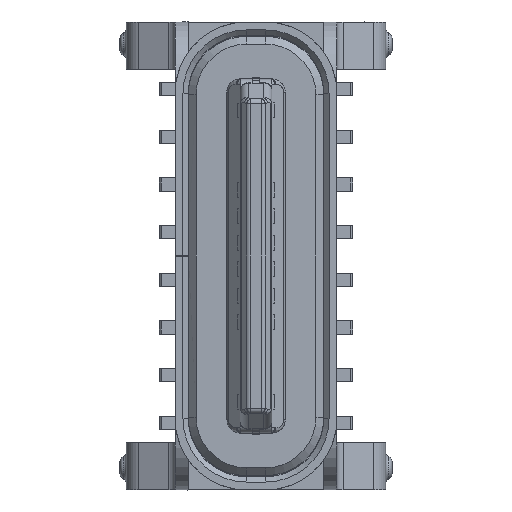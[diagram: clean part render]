
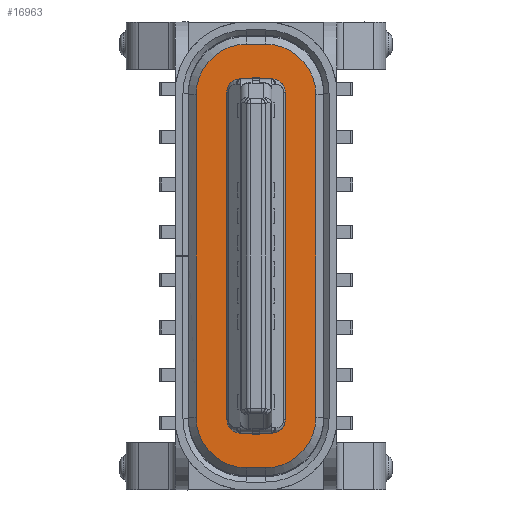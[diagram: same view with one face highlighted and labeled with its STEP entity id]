
A CAD part, front view. The second image highlights one B-rep face of the part: STEP entity #16963.
In plain terms, the highlighted planar face has unit normal (0, -1, 0).
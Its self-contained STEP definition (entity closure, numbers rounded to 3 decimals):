
#2676=DIRECTION('',(1.,0.,0.));
#2677=VECTOR('',#2676,0.36);
#2678=CARTESIAN_POINT('',(-0.18,-1.115,
-4.));
#2679=LINE('',#2678,#2677);
#2680=CARTESIAN_POINT('',(-0.18,-1.115,
-3.05));
#2681=DIRECTION('',(0.,-1.,0.));
#2682=DIRECTION('',(-1.,0.,0.));
#2683=AXIS2_PLACEMENT_3D('',#2680,#2681,#2682);
#2685=DIRECTION('',(0.,0.,-1.));
#2686=VECTOR('',#2685,6.1);
#2687=CARTESIAN_POINT('',(-1.13,-1.115,
3.05));
#2688=LINE('',#2687,#2686);
#2689=CARTESIAN_POINT('',(-0.18,-1.115,
3.05));
#2690=DIRECTION('',(0.,-1.,0.));
#2691=DIRECTION('',(0.,0.,1.));
#2692=AXIS2_PLACEMENT_3D('',#2689,#2690,#2691);
#2694=DIRECTION('',(-1.,0.,0.));
#2695=VECTOR('',#2694,0.36);
#2696=CARTESIAN_POINT('',(0.18,-1.115,
4.));
#2697=LINE('',#2696,#2695);
#2698=CARTESIAN_POINT('',(0.18,-1.115,
3.05));
#2699=DIRECTION('',(0.,-1.,0.));
#2700=DIRECTION('',(1.,0.,0.));
#2701=AXIS2_PLACEMENT_3D('',#2698,#2699,#2700);
#2703=DIRECTION('',(0.,0.,1.));
#2704=VECTOR('',#2703,6.1);
#2705=CARTESIAN_POINT('',(1.13,-1.115,
-3.05));
#2706=LINE('',#2705,#2704);
#2707=CARTESIAN_POINT('',(0.18,-1.115,
-3.05));
#2708=DIRECTION('',(0.,-1.,0.));
#2709=DIRECTION('',(0.,0.,-1.));
#2710=AXIS2_PLACEMENT_3D('',#2707,#2708,#2709);
#2712=DIRECTION('',(0.,0.,-1.));
#2713=VECTOR('',#2712,6.19);
#2714=CARTESIAN_POINT('',(-0.549,-1.115,
3.095));
#2715=LINE('',#2714,#2713);
#2716=DIRECTION('',(-1.,0.,0.));
#2717=VECTOR('',#2716,0.6);
#2718=CARTESIAN_POINT('',(0.301,-1.115,
-3.345));
#2719=LINE('',#2718,#2717);
#3003=DIRECTION('',(0.,0.,-1.));
#3004=VECTOR('',#3003,6.19);
#3005=CARTESIAN_POINT('',(0.551,-1.115,
3.095));
#3006=LINE('',#3005,#3004);
#3431=CARTESIAN_POINT('',(0.301,-1.115,
-3.095));
#3432=DIRECTION('',(0.,1.,0.));
#3433=DIRECTION('',(1.,0.,0.));
#3434=AXIS2_PLACEMENT_3D('',#3431,#3432,#3433);
#4014=CARTESIAN_POINT('',(-0.299,-1.115,
-3.095));
#4015=DIRECTION('',(0.,1.,0.));
#4016=DIRECTION('',(0.,0.,-1.));
#4017=AXIS2_PLACEMENT_3D('',#4014,#4015,#4016);
#4039=CARTESIAN_POINT('',(-0.299,-1.115,
3.095));
#4040=DIRECTION('',(0.,1.,0.));
#4041=DIRECTION('',(-1.,0.,0.));
#4042=AXIS2_PLACEMENT_3D('',#4039,#4040,#4041);
#4055=DIRECTION('',(-1.,0.,0.));
#4056=VECTOR('',#4055,0.6);
#4057=CARTESIAN_POINT('',(0.301,-1.115,
3.345));
#4058=LINE('',#4057,#4056);
#4078=CARTESIAN_POINT('',(0.301,-1.115,
3.095));
#4079=DIRECTION('',(0.,1.,0.));
#4080=DIRECTION('',(0.,0.,1.));
#4081=AXIS2_PLACEMENT_3D('',#4078,#4079,#4080);
#11992=CARTESIAN_POINT('',(-0.18,-1.115,
-4.));
#11993=CARTESIAN_POINT('',(0.18,-1.115,
-4.));
#11994=VERTEX_POINT('',#11992);
#11995=VERTEX_POINT('',#11993);
#12000=CARTESIAN_POINT('',(1.13,-1.115,-3.05));
#12001=VERTEX_POINT('',#12000);
#12002=CARTESIAN_POINT('',(1.13,-1.115,
3.05));
#12003=VERTEX_POINT('',#12002);
#12004=CARTESIAN_POINT('',(0.18,-1.115,
4.));
#12005=VERTEX_POINT('',#12004);
#12006=CARTESIAN_POINT('',(-0.18,-1.115,
4.));
#12007=VERTEX_POINT('',#12006);
#12012=CARTESIAN_POINT('',(-1.13,-1.115,3.05));
#12013=VERTEX_POINT('',#12012);
#12014=CARTESIAN_POINT('',(-1.13,-1.115,
-3.05));
#12015=VERTEX_POINT('',#12014);
#12016=CARTESIAN_POINT('',(-0.549,-1.115,
3.095));
#12017=CARTESIAN_POINT('',(-0.549,-1.115,
-3.095));
#12018=VERTEX_POINT('',#12016);
#12019=VERTEX_POINT('',#12017);
#12020=CARTESIAN_POINT('',(0.551,-1.115,
3.095));
#12021=CARTESIAN_POINT('',(0.551,-1.115,
-3.095));
#12022=VERTEX_POINT('',#12020);
#12023=VERTEX_POINT('',#12021);
#12024=CARTESIAN_POINT('',(0.301,-1.115,
-3.345));
#12025=CARTESIAN_POINT('',(-0.299,-1.115,
-3.345));
#12026=VERTEX_POINT('',#12024);
#12027=VERTEX_POINT('',#12025);
#12028=CARTESIAN_POINT('',(0.301,-1.115,
3.345));
#12029=CARTESIAN_POINT('',(-0.299,-1.115,
3.345));
#12030=VERTEX_POINT('',#12028);
#12031=VERTEX_POINT('',#12029);
#16924=CARTESIAN_POINT('',(-0.549,-1.115,
4.5));
#16925=DIRECTION('',(0.,-1.,0.));
#16926=DIRECTION('',(-1.,0.,0.));
#16927=AXIS2_PLACEMENT_3D('',#16924,#16925,#16926);
#16928=PLANE('',#16927);
#16929=ORIENTED_EDGE('',*,*,#16915,.F.);
#16931=ORIENTED_EDGE('',*,*,#16930,.F.);
#16933=ORIENTED_EDGE('',*,*,#16932,.F.);
#16935=ORIENTED_EDGE('',*,*,#16934,.F.);
#16937=ORIENTED_EDGE('',*,*,#16936,.F.);
#16939=ORIENTED_EDGE('',*,*,#16938,.F.);
#16941=ORIENTED_EDGE('',*,*,#16940,.F.);
#16942=ORIENTED_EDGE('',*,*,#16903,.F.);
#16943=EDGE_LOOP('',(#16929,#16931,#16933,#16935,#16937,#16939,#16941,#16942));
#16944=FACE_OUTER_BOUND('',#16943,.F.);
#16946=ORIENTED_EDGE('',*,*,#16945,.F.);
#16948=ORIENTED_EDGE('',*,*,#16947,.F.);
#16950=ORIENTED_EDGE('',*,*,#16949,.T.);
#16952=ORIENTED_EDGE('',*,*,#16951,.F.);
#16954=ORIENTED_EDGE('',*,*,#16953,.T.);
#16956=ORIENTED_EDGE('',*,*,#16955,.F.);
#16958=ORIENTED_EDGE('',*,*,#16957,.F.);
#16960=ORIENTED_EDGE('',*,*,#16959,.F.);
#16961=EDGE_LOOP('',(#16946,#16948,#16950,#16952,#16954,#16956,#16958,#16960));
#16962=FACE_BOUND('',#16961,.F.);
#2684=CIRCLE('',#2683,0.95);
#2693=CIRCLE('',#2692,0.95);
#2702=CIRCLE('',#2701,0.95);
#2711=CIRCLE('',#2710,0.95);
#3435=CIRCLE('',#3434,0.25);
#4018=CIRCLE('',#4017,0.25);
#4043=CIRCLE('',#4042,0.25);
#4082=CIRCLE('',#4081,0.25);
#16903=EDGE_CURVE('',#11995,#12001,#2711,.T.);
#16915=EDGE_CURVE('',#11994,#11995,#2679,.T.);
#16930=EDGE_CURVE('',#12015,#11994,#2684,.T.);
#16932=EDGE_CURVE('',#12013,#12015,#2688,.T.);
#16934=EDGE_CURVE('',#12007,#12013,#2693,.T.);
#16936=EDGE_CURVE('',#12005,#12007,#2697,.T.);
#16938=EDGE_CURVE('',#12003,#12005,#2702,.T.);
#16940=EDGE_CURVE('',#12001,#12003,#2706,.T.);
#16945=EDGE_CURVE('',#12022,#12023,#3006,.T.);
#16947=EDGE_CURVE('',#12030,#12022,#4082,.T.);
#16949=EDGE_CURVE('',#12030,#12031,#4058,.T.);
#16951=EDGE_CURVE('',#12018,#12031,#4043,.T.);
#16953=EDGE_CURVE('',#12018,#12019,#2715,.T.);
#16955=EDGE_CURVE('',#12027,#12019,#4018,.T.);
#16957=EDGE_CURVE('',#12026,#12027,#2719,.T.);
#16959=EDGE_CURVE('',#12023,#12026,#3435,.T.);
#16963=ADVANCED_FACE('',(#16944,#16962),#16928,.T.);
